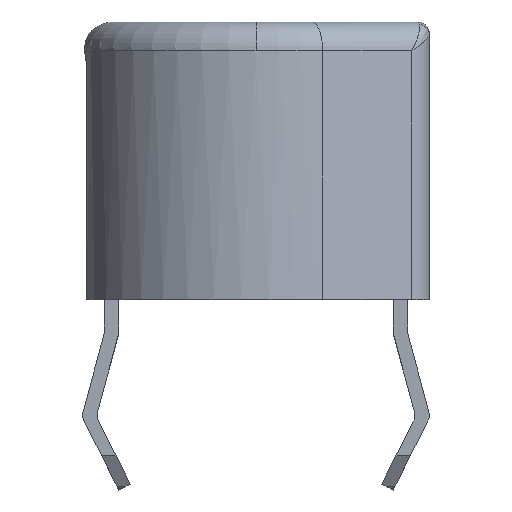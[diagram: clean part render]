
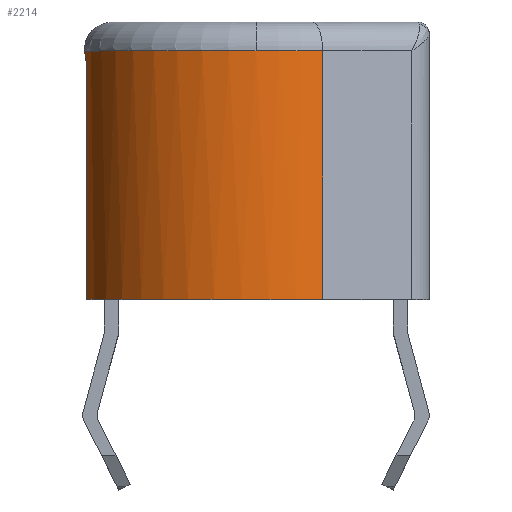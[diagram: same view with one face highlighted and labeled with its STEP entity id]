
A CAD part, top view. The second image highlights one B-rep face of the part: STEP entity #2214.
In plain terms, the highlighted cylindrical face has radius 3 mm (diameter 6 mm), a partial arc.
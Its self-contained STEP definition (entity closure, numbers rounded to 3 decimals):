
#31 = AXIS2_PLACEMENT_3D ( 'NONE', #2986, #1122, #1168 ) ;
#32 = DIRECTION ( 'NONE',  ( 0., 0., 1. ) ) ;
#223 = ORIENTED_EDGE ( 'NONE', *, *, #2085, .T. ) ;
#272 = DIRECTION ( 'NONE',  ( 0., -1., 0. ) ) ;
#290 = LINE ( 'NONE', #4359, #2952 ) ;
#320 = CARTESIAN_POINT ( 'NONE',  ( 0., 4.3, 3. ) ) ;
#324 = VERTEX_POINT ( 'NONE', #2691 ) ;
#335 = DIRECTION ( 'NONE',  ( 0., -1., 0. ) ) ;
#830 = DIRECTION ( 'NONE',  ( 0., -1., 0. ) ) ;
#892 = CARTESIAN_POINT ( 'NONE',  ( -2.947, 4.182, 0.562 ) ) ;
#951 = ORIENTED_EDGE ( 'NONE', *, *, #4613, .T. ) ;
#981 = EDGE_CURVE ( 'NONE', #1672, #324, #3629, .T. ) ;
#1122 = DIRECTION ( 'NONE',  ( 0., -1., 0. ) ) ;
#1168 = DIRECTION ( 'NONE',  ( 0., 0., 1. ) ) ;
#1201 = ORIENTED_EDGE ( 'NONE', *, *, #3764, .T. ) ;
#1233 = CARTESIAN_POINT ( 'NONE',  ( -2.965, 4.3, 0.454 ) ) ;
#1249 = EDGE_CURVE ( 'NONE', #3309, #1388, #3181, .T. ) ;
#1388 = VERTEX_POINT ( 'NONE', #1233 ) ;
#1517 = VERTEX_POINT ( 'NONE', #2971 ) ;
#1609 = EDGE_CURVE ( 'NONE', #3290, #1517, #290, .T. ) ;
#1672 = VERTEX_POINT ( 'NONE', #2171 ) ;
#1677 = ORIENTED_EDGE ( 'NONE', *, *, #1249, .T. ) ;
#1767 = DIRECTION ( 'NONE',  ( 0., 0., -1. ) ) ;
#1907 = CARTESIAN_POINT ( 'NONE',  ( 1.154, 4.8, 2.769 ) ) ;
#1952 = VECTOR ( 'NONE', #335, 1000. ) ;
#2085 = EDGE_CURVE ( 'NONE', #1517, #324, #4411, .T. ) ;
#2171 = CARTESIAN_POINT ( 'NONE',  ( 1.154, 4.3, 2.769 ) ) ;
#2214 = ADVANCED_FACE ( 'NONE', ( #2855 ), #3990, .T. ) ;
#2626 = CARTESIAN_POINT ( 'NONE',  ( 0., 4.3, 0. ) ) ;
#2678 = DIRECTION ( 'NONE',  ( 0., 1., 0. ) ) ;
#2691 = CARTESIAN_POINT ( 'NONE',  ( 1.154, 0., 2.769 ) ) ;
#2855 = FACE_OUTER_BOUND ( 'NONE', #3494, .T. ) ;
#2952 = VECTOR ( 'NONE', #3215, 1000. ) ;
#2971 = CARTESIAN_POINT ( 'NONE',  ( -2.936, 0., 0.616 ) ) ;
#2986 = CARTESIAN_POINT ( 'NONE',  ( 0., 4.3, 0. ) ) ;
#3164 =( BOUNDED_CURVE ( )  B_SPLINE_CURVE ( 3, ( #3470, #3493, #892, #4587 ),
 .UNSPECIFIED., .F., .T. ) 
 B_SPLINE_CURVE_WITH_KNOTS ( ( 4, 4 ),
 ( 4.864, 4.919 ),
 .UNSPECIFIED. ) 
 CURVE ( )  GEOMETRIC_REPRESENTATION_ITEM ( )  RATIONAL_B_SPLINE_CURVE ( ( 1., 1., 1., 1. ) ) 
 REPRESENTATION_ITEM ( '' )  );
#3181 = CIRCLE ( 'NONE', #3638, 3. ) ;
#3215 = DIRECTION ( 'NONE',  ( 0., -1., 0. ) ) ;
#3290 = VERTEX_POINT ( 'NONE', #3991 ) ;
#3309 = VERTEX_POINT ( 'NONE', #320 ) ;
#3414 = CARTESIAN_POINT ( 'NONE',  ( 0., 0., 0. ) ) ;
#3431 = AXIS2_PLACEMENT_3D ( 'NONE', #3572, #272, #1767 ) ;
#3470 = CARTESIAN_POINT ( 'NONE',  ( -2.965, 4.3, 0.454 ) ) ;
#3493 = CARTESIAN_POINT ( 'NONE',  ( -2.957, 4.241, 0.509 ) ) ;
#3494 = EDGE_LOOP ( 'NONE', ( #1201, #1677, #951, #4678, #223, #4127 ) ) ;
#3572 = CARTESIAN_POINT ( 'NONE',  ( 0., 4.8, 0. ) ) ;
#3584 = AXIS2_PLACEMENT_3D ( 'NONE', #3414, #2678, #3766 ) ;
#3629 = LINE ( 'NONE', #1907, #1952 ) ;
#3638 = AXIS2_PLACEMENT_3D ( 'NONE', #2626, #830, #32 ) ;
#3764 = EDGE_CURVE ( 'NONE', #1672, #3309, #4389, .T. ) ;
#3766 = DIRECTION ( 'NONE',  ( 0., 0., 1. ) ) ;
#3990 = CYLINDRICAL_SURFACE ( 'NONE', #3431, 3. ) ;
#3991 = CARTESIAN_POINT ( 'NONE',  ( -2.936, 4.124, 0.616 ) ) ;
#4127 = ORIENTED_EDGE ( 'NONE', *, *, #981, .F. ) ;
#4359 = CARTESIAN_POINT ( 'NONE',  ( -2.936, 4.8, 0.616 ) ) ;
#4389 = CIRCLE ( 'NONE', #31, 3. ) ;
#4411 = CIRCLE ( 'NONE', #3584, 3. ) ;
#4587 = CARTESIAN_POINT ( 'NONE',  ( -2.936, 4.124, 0.616 ) ) ;
#4613 = EDGE_CURVE ( 'NONE', #1388, #3290, #3164, .T. ) ;
#4678 = ORIENTED_EDGE ( 'NONE', *, *, #1609, .T. ) ;
